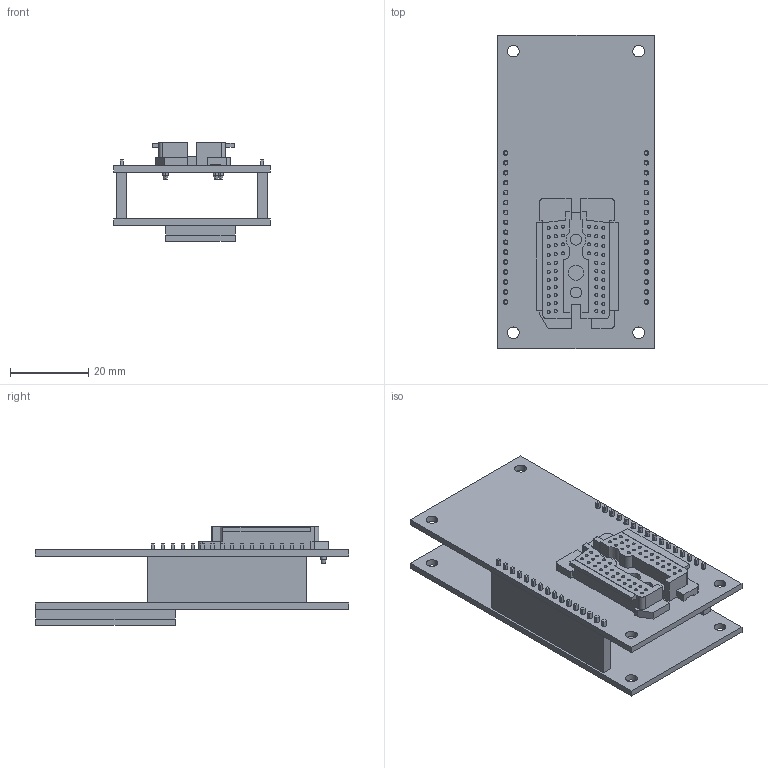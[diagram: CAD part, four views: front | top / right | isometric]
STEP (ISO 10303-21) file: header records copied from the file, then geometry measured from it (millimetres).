
FILE_DESCRIPTION (( 'STEP AP214' ), '1' );
FILE_NAME ('HP45 Standalone V3.00 PCBs.STEP', '2018-04-03T16:37:45', ( '' ), ( '' ), 'SwSTEP 2.0', 'SolidWorks 2014', '' );
FILE_SCHEMA (( 'AUTOMOTIVE_DESIGN' ));
Length unit declared in the file: millimetre
Products named in the file (1): HP45 Standalone V3.00 PCBs
Bounding box: 40 x 80 x 25.2 mm (x, y, z)
Volume: 16138.9 mm3; surface area: 22169.4 mm2
Topology: 39 solids, 39 shells, 797 faces, 1984 edges, 1320 vertices
Faces by surface type: cylinder 435, plane 356, cone 6
Entity records: 31415 total; most frequent: DIRECTION 4456, CARTESIAN_POINT 4102, ORIENTED_EDGE 3968, EDGE_CURVE 1984, AXIS2_PLACEMENT_3D 1674, VERTEX_POINT 1320, EDGE_LOOP 1162, LINE 1108
